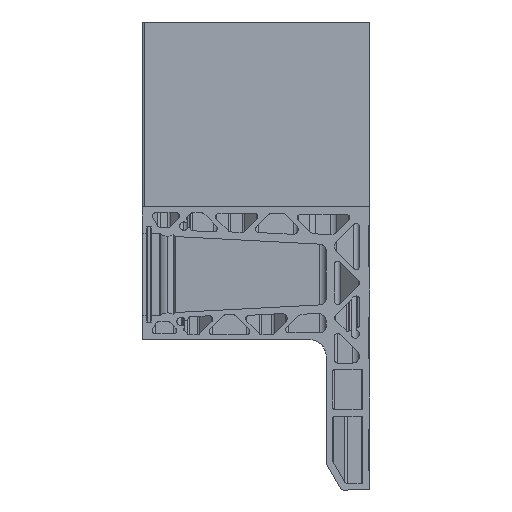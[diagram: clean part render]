
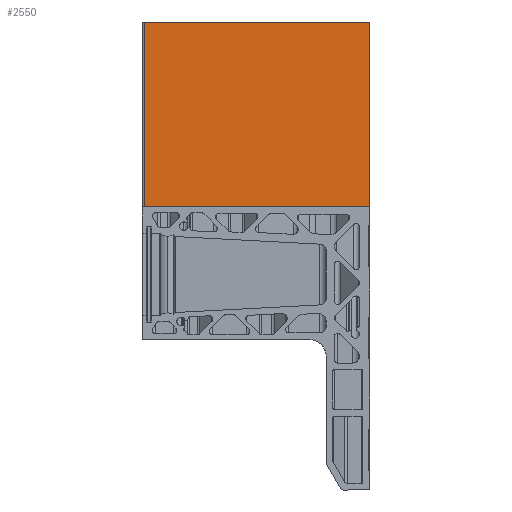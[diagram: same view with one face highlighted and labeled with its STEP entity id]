
A CAD part, left-side view. The second image highlights one B-rep face of the part: STEP entity #2550.
In plain terms, the highlighted planar face has unit normal (-1, 0, 0).
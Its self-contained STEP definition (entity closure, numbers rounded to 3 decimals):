
#87 = ORIENTED_EDGE ( 'NONE', *, *, #3204, .F. ) ;
#320 = VECTOR ( 'NONE', #4858, 1000. ) ;
#1821 = CARTESIAN_POINT ( 'NONE',  ( 0., -26., -110.17 ) ) ;
#2183 = CARTESIAN_POINT ( 'NONE',  ( 0., -26., 0. ) ) ;
#2185 = VECTOR ( 'NONE', #13221, 1000. ) ;
#2550 = ADVANCED_FACE ( 'NONE', ( #9752 ), #12908, .F. ) ;
#3035 = DIRECTION ( 'NONE',  ( 0., 1., 0. ) ) ;
#3204 = EDGE_CURVE ( 'NONE', #8443, #6370, #7863, .T. ) ;
#3803 = CARTESIAN_POINT ( 'NONE',  ( 0., 109., 0. ) ) ;
#3845 = LINE ( 'NONE', #5986, #4296 ) ;
#4110 = ORIENTED_EDGE ( 'NONE', *, *, #6085, .F. ) ;
#4296 = VECTOR ( 'NONE', #3035, 1000. ) ;
#4567 = VERTEX_POINT ( 'NONE', #10591 ) ;
#4858 = DIRECTION ( 'NONE',  ( 0., 0., -1. ) ) ;
#5078 = DIRECTION ( 'NONE',  ( 0., -1., 0. ) ) ;
#5114 = EDGE_LOOP ( 'NONE', ( #87, #4110, #7009, #7739 ) ) ;
#5211 = CARTESIAN_POINT ( 'NONE',  ( 0., 109., 0. ) ) ;
#5986 = CARTESIAN_POINT ( 'NONE',  ( 0., -26., -110.17 ) ) ;
#6085 = EDGE_CURVE ( 'NONE', #10561, #8443, #6149, .T. ) ;
#6149 = LINE ( 'NONE', #8289, #9116 ) ;
#6362 = EDGE_CURVE ( 'NONE', #6370, #4567, #3845, .T. ) ;
#6370 = VERTEX_POINT ( 'NONE', #1821 ) ;
#6743 = CARTESIAN_POINT ( 'NONE',  ( 0., -26., 0. ) ) ;
#7009 = ORIENTED_EDGE ( 'NONE', *, *, #10833, .T. ) ;
#7739 = ORIENTED_EDGE ( 'NONE', *, *, #6362, .F. ) ;
#7863 = LINE ( 'NONE', #8988, #2185 ) ;
#8289 = CARTESIAN_POINT ( 'NONE',  ( 0., -26., 0. ) ) ;
#8443 = VERTEX_POINT ( 'NONE', #2183 ) ;
#8680 = DIRECTION ( 'NONE',  ( 1., 0., 0. ) ) ;
#8751 = DIRECTION ( 'NONE',  ( 0., 0., -1. ) ) ;
#8988 = CARTESIAN_POINT ( 'NONE',  ( 0., -26., 0. ) ) ;
#9116 = VECTOR ( 'NONE', #5078, 1000. ) ;
#9752 = FACE_OUTER_BOUND ( 'NONE', #5114, .T. ) ;
#10561 = VERTEX_POINT ( 'NONE', #5211 ) ;
#10591 = CARTESIAN_POINT ( 'NONE',  ( 0., 109., -110.17 ) ) ;
#10833 = EDGE_CURVE ( 'NONE', #10561, #4567, #12983, .T. ) ;
#12489 = AXIS2_PLACEMENT_3D ( 'NONE', #6743, #8680, #8751 ) ;
#12908 = PLANE ( 'NONE',  #12489 ) ;
#12983 = LINE ( 'NONE', #3803, #320 ) ;
#13221 = DIRECTION ( 'NONE',  ( 0., 0., -1. ) ) ;
